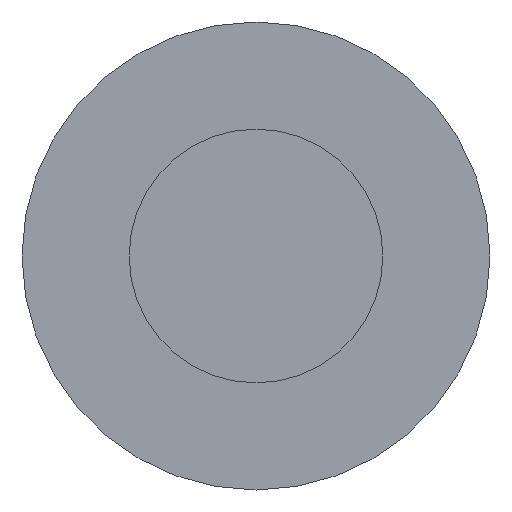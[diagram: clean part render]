
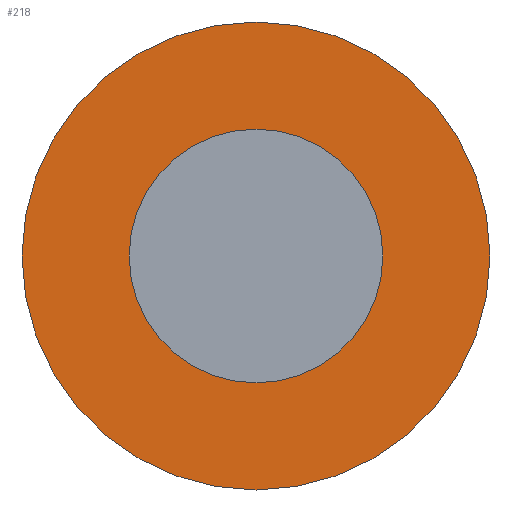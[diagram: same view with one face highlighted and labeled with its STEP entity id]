
A CAD part, front view. The second image highlights one B-rep face of the part: STEP entity #218.
In plain terms, the highlighted planar face has unit normal (0, -1, 0).
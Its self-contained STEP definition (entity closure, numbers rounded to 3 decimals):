
#20=FACE_BOUND('',#98,.T.);
#29=PLANE('',#251);
#83=FACE_OUTER_BOUND('',#97,.T.);
#97=EDGE_LOOP('',(#200));
#98=EDGE_LOOP('',(#201));
#105=CIRCLE('',#242,2.7);
#106=CIRCLE('',#252,1.464);
#111=VERTEX_POINT('',#334);
#124=VERTEX_POINT('',#376);
#131=EDGE_CURVE('',#111,#111,#105,.T.);
#150=EDGE_CURVE('',#124,#124,#106,.F.);
#200=ORIENTED_EDGE('',*,*,#131,.F.);
#201=ORIENTED_EDGE('',*,*,#150,.T.);
#218=ADVANCED_FACE('',(#83,#20),#29,.F.);
#242=AXIS2_PLACEMENT_3D('',#336,#274,#275);
#251=AXIS2_PLACEMENT_3D('',#375,#310,#311);
#252=AXIS2_PLACEMENT_3D('',#377,#312,#313);
#274=DIRECTION('center_axis',(0.,1.,0.));
#275=DIRECTION('ref_axis',(-1.,0.,0.));
#310=DIRECTION('center_axis',(0.,1.,0.));
#311=DIRECTION('ref_axis',(-1.,0.,0.));
#312=DIRECTION('center_axis',(0.,-1.,0.));
#313=DIRECTION('ref_axis',(1.,0.,0.));
#334=CARTESIAN_POINT('',(2.7,102.,0.));
#336=CARTESIAN_POINT('Origin',(0.,102.,0.));
#375=CARTESIAN_POINT('Origin',(0.,102.,0.));
#376=CARTESIAN_POINT('',(-1.464,102.,0.));
#377=CARTESIAN_POINT('Origin',(0.,102.,0.));
